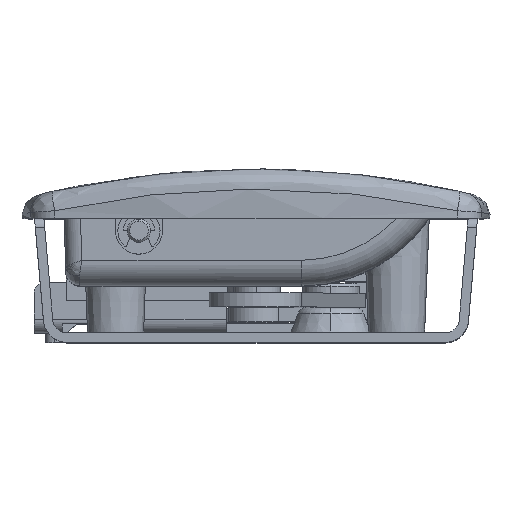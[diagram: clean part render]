
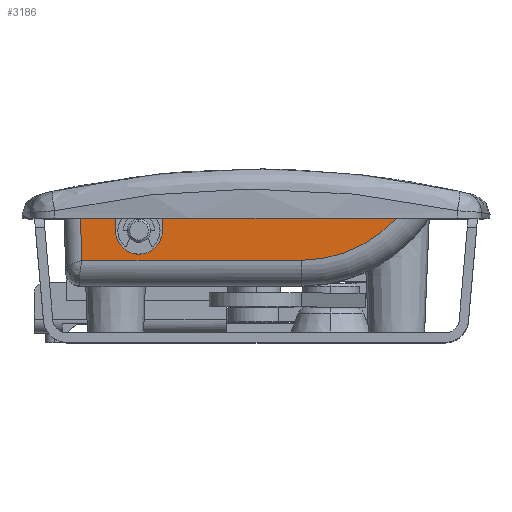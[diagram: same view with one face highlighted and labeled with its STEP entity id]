
A CAD part, top view. The second image highlights one B-rep face of the part: STEP entity #3186.
In plain terms, the highlighted planar face has unit normal (0, 0, 1).
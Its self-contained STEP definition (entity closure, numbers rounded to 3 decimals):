
#246 = CARTESIAN_POINT ( 'NONE',  ( -37.498, 2., 56.5 ) ) ;
#761 = EDGE_CURVE ( 'NONE', #5295, #20319, #10169, .T. ) ;
#780 = VERTEX_POINT ( 'NONE', #11857 ) ;
#837 = VECTOR ( 'NONE', #5708, 1000. ) ;
#1044 = EDGE_CURVE ( 'NONE', #5295, #5566, #5556, .T. ) ;
#1115 = DIRECTION ( 'NONE',  ( 0., -1., 0. ) ) ;
#1127 = EDGE_CURVE ( 'NONE', #17931, #5566, #8240, .T. ) ;
#1240 = DIRECTION ( 'NONE',  ( 0., 0., 1. ) ) ;
#1806 = CARTESIAN_POINT ( 'NONE',  ( -37.597, -11.5, 56.5 ) ) ;
#1830 = FACE_OUTER_BOUND ( 'NONE', #12583, .T. ) ;
#2215 = ORIENTED_EDGE ( 'NONE', *, *, #14679, .T. ) ;
#2339 = DIRECTION ( 'NONE',  ( 1., 0., 0. ) ) ;
#2601 = VERTEX_POINT ( 'NONE', #15020 ) ;
#2967 = EDGE_CURVE ( 'NONE', #14769, #2601, #15123, .T. ) ;
#3186 = ADVANCED_FACE ( 'NONE', ( #1830, #5195 ), #4028, .T. ) ;
#3334 = CARTESIAN_POINT ( 'NONE',  ( 30.02, 2., 56.5 ) ) ;
#3460 = CARTESIAN_POINT ( 'NONE',  ( 9.673, 18.5, 56.5 ) ) ;
#4028 = PLANE ( 'NONE',  #6873 ) ;
#4577 = DIRECTION ( 'NONE',  ( 0., 0., -1. ) ) ;
#4799 = EDGE_LOOP ( 'NONE', ( #2215, #16153, #19012, #8966 ) ) ;
#4851 = CARTESIAN_POINT ( 'NONE',  ( -37.184, -9., 56.5 ) ) ;
#4943 = VERTEX_POINT ( 'NONE', #4851 ) ;
#5195 = FACE_BOUND ( 'NONE', #4799, .T. ) ;
#5295 = VERTEX_POINT ( 'NONE', #19776 ) ;
#5294 = DIRECTION ( 'NONE',  ( 1., 0., 0. ) ) ;
#5556 = LINE ( 'NONE', #3334, #20063 ) ;
#5566 = VERTEX_POINT ( 'NONE', #20020 ) ;
#5708 = DIRECTION ( 'NONE',  ( -1., 0., 0. ) ) ;
#6541 = LINE ( 'NONE', #19387, #7304 ) ;
#6714 = EDGE_CURVE ( 'NONE', #4943, #17931, #9757, .T. ) ;
#6731 = VECTOR ( 'NONE', #10687, 1000. ) ;
#6873 = AXIS2_PLACEMENT_3D ( 'NONE', #1806, #21307, #19109 ) ;
#7276 = AXIS2_PLACEMENT_3D ( 'NONE', #3460, #1240, #20734 ) ;
#7304 = VECTOR ( 'NONE', #17144, 1000. ) ;
#7510 = CARTESIAN_POINT ( 'NONE',  ( 9.673, -9., 56.5 ) ) ;
#7824 = VECTOR ( 'NONE', #5294, 1000. ) ;
#7853 = VECTOR ( 'NONE', #11620, 1000. ) ;
#7919 = CARTESIAN_POINT ( 'NONE',  ( 30.02, 2., 56.5 ) ) ;
#8240 = CIRCLE ( 'NONE', #7276, 27.5 ) ;
#8439 = CARTESIAN_POINT ( 'NONE',  ( -30., -2.7, 56.5 ) ) ;
#8966 = ORIENTED_EDGE ( 'NONE', *, *, #16341, .F. ) ;
#9757 = LINE ( 'NONE', #7510, #7824 ) ;
#9900 = CIRCLE ( 'NONE', #14985, 5. ) ;
#10169 = LINE ( 'NONE', #7919, #837 ) ;
#10687 = DIRECTION ( 'NONE',  ( 0., 1., 0. ) ) ;
#11023 = CARTESIAN_POINT ( 'NONE',  ( -37.498, 0., 56.5 ) ) ;
#11261 = CARTESIAN_POINT ( 'NONE',  ( -25., -2.7, 56.5 ) ) ;
#11620 = DIRECTION ( 'NONE',  ( 0., -1., 0. ) ) ;
#11823 = CARTESIAN_POINT ( 'NONE',  ( -20., -2.7, 56.5 ) ) ;
#11857 = CARTESIAN_POINT ( 'NONE',  ( -20., 0., 56.5 ) ) ;
#12017 = DIRECTION ( 'NONE',  ( 0., -1., 0. ) ) ;
#12311 = VECTOR ( 'NONE', #12017, 1000. ) ;
#12471 = ORIENTED_EDGE ( 'NONE', *, *, #6714, .T. ) ;
#12583 = EDGE_LOOP ( 'NONE', ( #18580, #17720, #12471, #13448, #18220, #14282 ) ) ;
#12903 = CARTESIAN_POINT ( 'NONE',  ( -30., -2.7, 56.5 ) ) ;
#13448 = ORIENTED_EDGE ( 'NONE', *, *, #1127, .T. ) ;
#13815 = CARTESIAN_POINT ( 'NONE',  ( -37.498, 2., 56.5 ) ) ;
#14248 = CARTESIAN_POINT ( 'NONE',  ( -20., -2.7, 56.5 ) ) ;
#14282 = ORIENTED_EDGE ( 'NONE', *, *, #761, .T. ) ;
#14514 = EDGE_CURVE ( 'NONE', #20628, #14769, #9900, .T. ) ;
#14679 = EDGE_CURVE ( 'NONE', #780, #20628, #16494, .T. ) ;
#14769 = VERTEX_POINT ( 'NONE', #8439 ) ;
#14921 = EDGE_CURVE ( 'NONE', #20835, #4943, #20875, .T. ) ;
#14985 = AXIS2_PLACEMENT_3D ( 'NONE', #11261, #4577, #2339 ) ;
#15020 = CARTESIAN_POINT ( 'NONE',  ( -30., 0., 56.5 ) ) ;
#15123 = LINE ( 'NONE', #12903, #6731 ) ;
#16070 = LINE ( 'NONE', #13815, #7853 ) ;
#16153 = ORIENTED_EDGE ( 'NONE', *, *, #14514, .T. ) ;
#16341 = EDGE_CURVE ( 'NONE', #780, #2601, #6541, .T. ) ;
#16413 = VECTOR ( 'NONE', #16440, 1000. ) ;
#16440 = DIRECTION ( 'NONE',  ( 0.035, -0.999, 0. ) ) ;
#16494 = LINE ( 'NONE', #14248, #12311 ) ;
#17144 = DIRECTION ( 'NONE',  ( -1., 0., 0. ) ) ;
#17720 = ORIENTED_EDGE ( 'NONE', *, *, #14921, .T. ) ;
#17919 = EDGE_CURVE ( 'NONE', #20319, #20835, #16070, .T. ) ;
#17931 = VERTEX_POINT ( 'NONE', #19994 ) ;
#18220 = ORIENTED_EDGE ( 'NONE', *, *, #1044, .F. ) ;
#18580 = ORIENTED_EDGE ( 'NONE', *, *, #17919, .T. ) ;
#18674 = CARTESIAN_POINT ( 'NONE',  ( -37.097, -11.483, 56.5 ) ) ;
#19012 = ORIENTED_EDGE ( 'NONE', *, *, #2967, .T. ) ;
#19109 = DIRECTION ( 'NONE',  ( 1., 0., 0. ) ) ;
#19387 = CARTESIAN_POINT ( 'NONE',  ( -30., 0., 56.5 ) ) ;
#19776 = CARTESIAN_POINT ( 'NONE',  ( 30.02, 2., 56.5 ) ) ;
#19994 = CARTESIAN_POINT ( 'NONE',  ( 9.673, -9., 56.5 ) ) ;
#20020 = CARTESIAN_POINT ( 'NONE',  ( 30.02, 0., 56.5 ) ) ;
#20063 = VECTOR ( 'NONE', #1115, 1000. ) ;
#20319 = VERTEX_POINT ( 'NONE', #246 ) ;
#20628 = VERTEX_POINT ( 'NONE', #11823 ) ;
#20734 = DIRECTION ( 'NONE',  ( 1., 0., 0. ) ) ;
#20835 = VERTEX_POINT ( 'NONE', #11023 ) ;
#20875 = LINE ( 'NONE', #18674, #16413 ) ;
#21307 = DIRECTION ( 'NONE',  ( 0., 0., 1. ) ) ;
